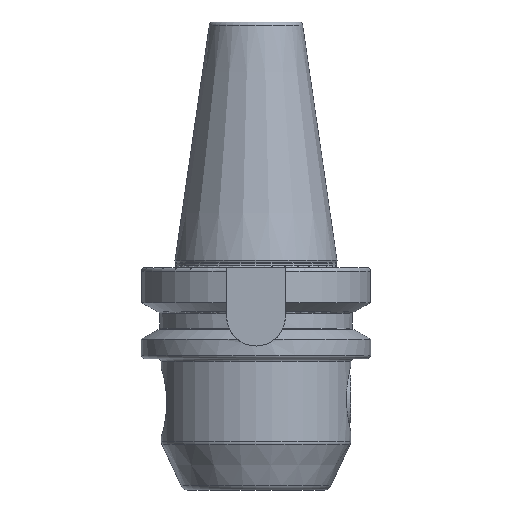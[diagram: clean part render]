
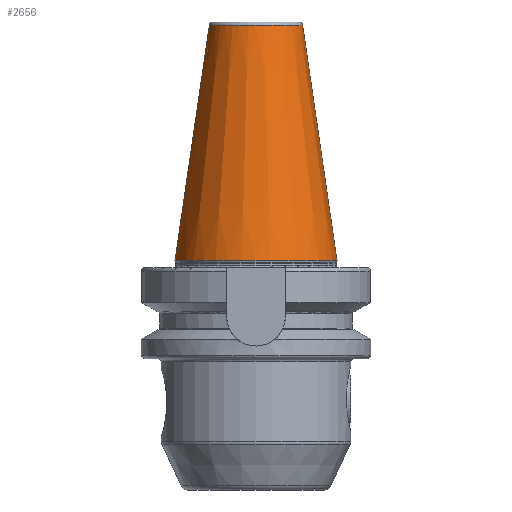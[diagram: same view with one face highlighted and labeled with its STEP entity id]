
A CAD part, left-side view. The second image highlights one B-rep face of the part: STEP entity #2656.
In plain terms, the highlighted conical face has half-angle 8.297 degrees and reference radius 17.519 mm.
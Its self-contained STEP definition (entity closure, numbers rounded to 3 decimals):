
#983=CARTESIAN_POINT('',(0,0,91.544));
#984=DIRECTION('',(0,0,1));
#985=DIRECTION('',(0,1,0));
#986=AXIS2_PLACEMENT_3D('',#983,#984,#985);
#988=DIRECTION('',(0.,0.144,0.99));
#989=VECTOR('',#988,65.227);
#990=CARTESIAN_POINT('',(0,-22.225,27));
#991=LINE('',#990,#989);
#992=CARTESIAN_POINT('',(0,0,27));
#993=DIRECTION('',(0,0,1));
#994=DIRECTION('',(0,1,0));
#995=AXIS2_PLACEMENT_3D('',#992,#993,#994);
#997=DIRECTION('',(0.,-0.144,0.99));
#998=VECTOR('',#997,65.227);
#999=CARTESIAN_POINT('',(0,22.225,27));
#1000=LINE('',#999,#998);
#1356=CARTESIAN_POINT('',(0,22.225,27));
#1358=VERTEX_POINT('',#1356);
#1372=CARTESIAN_POINT('',(0,-22.225,27));
#1374=VERTEX_POINT('',#1372);
#1399=CARTESIAN_POINT('',(0,12.812,91.544));
#1400=CARTESIAN_POINT('',(0,-12.812,91.544));
#1401=VERTEX_POINT('',#1399);
#1402=VERTEX_POINT('',#1400);
#2642=CARTESIAN_POINT('',(0,0,59.272));
#2643=DIRECTION('',(0,0,-1));
#2644=DIRECTION('',(0,-1,0));
#2645=AXIS2_PLACEMENT_3D('',#2642,#2643,#2644);
#2646=CONICAL_SURFACE('',#2645,17.519,8.297);
#2648=ORIENTED_EDGE('',*,*,#2647,.T.);
#2650=ORIENTED_EDGE('',*,*,#2649,.F.);
#2651=ORIENTED_EDGE('',*,*,#2635,.F.);
#2653=ORIENTED_EDGE('',*,*,#2652,.T.);
#2654=EDGE_LOOP('',(#2648,#2650,#2651,#2653));
#2655=FACE_OUTER_BOUND('',#2654,.F.);
#2656=ADVANCED_FACE('',(#2655),#2646,.T.);
#987=CIRCLE('',#986,12.812);
#996=CIRCLE('',#995,22.225);
#2635=EDGE_CURVE('',#1358,#1374,#996,.T.);
#2647=EDGE_CURVE('',#1401,#1402,#987,.T.);
#2649=EDGE_CURVE('',#1374,#1402,#991,.T.);
#2652=EDGE_CURVE('',#1358,#1401,#1000,.T.);
